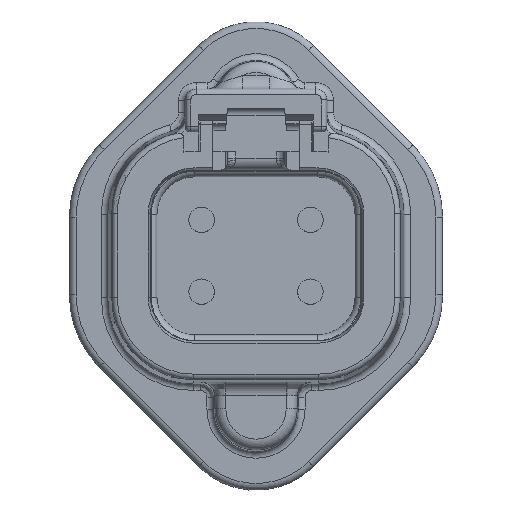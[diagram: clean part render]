
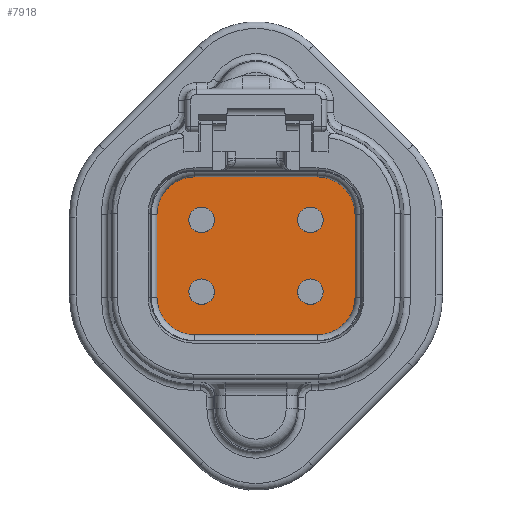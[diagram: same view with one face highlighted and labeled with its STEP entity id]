
A CAD part, top view. The second image highlights one B-rep face of the part: STEP entity #7918.
In plain terms, the highlighted planar face has unit normal (0, 0, 1).
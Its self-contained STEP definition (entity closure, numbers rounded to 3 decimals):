
#1928=CARTESIAN_POINT('',(-5.791,-3.912,-20.879));
#1929=DIRECTION('',(0.,0.,-1.));
#1930=DIRECTION('',(0.,-1.,0.));
#1931=AXIS2_PLACEMENT_3D('',#1928,#1929,#1930);
#1933=DIRECTION('',(0.,1.,0.));
#1934=VECTOR('',#1933,7.823);
#1935=CARTESIAN_POINT('',(-9.601,-3.912,-20.879));
#1936=LINE('',#1935,#1934);
#1937=CARTESIAN_POINT('',(-5.791,3.912,-20.879));
#1938=DIRECTION('',(0.,0.,-1.));
#1939=DIRECTION('',(-1.,0.,0.));
#1940=AXIS2_PLACEMENT_3D('',#1937,#1938,#1939);
#1942=DIRECTION('',(1.,0.,0.));
#1943=VECTOR('',#1942,11.582);
#1944=CARTESIAN_POINT('',(-5.791,7.722,-20.879));
#1945=LINE('',#1944,#1943);
#1946=CARTESIAN_POINT('',(5.791,3.912,-20.879));
#1947=DIRECTION('',(0.,0.,-1.));
#1948=DIRECTION('',(0.,1.,0.));
#1949=AXIS2_PLACEMENT_3D('',#1946,#1947,#1948);
#1951=DIRECTION('',(0.,-1.,0.));
#1952=VECTOR('',#1951,7.823);
#1953=CARTESIAN_POINT('',(9.601,3.912,-20.879));
#1954=LINE('',#1953,#1952);
#1955=CARTESIAN_POINT('',(5.791,-3.912,-20.879));
#1956=DIRECTION('',(0.,0.,-1.));
#1957=DIRECTION('',(1.,0.,0.));
#1958=AXIS2_PLACEMENT_3D('',#1955,#1956,#1957);
#1960=DIRECTION('',(-1.,0.,0.));
#1961=VECTOR('',#1960,11.582);
#1962=CARTESIAN_POINT('',(5.791,-7.722,-20.879));
#1963=LINE('',#1962,#1961);
#1964=CARTESIAN_POINT('',(5.08,3.353,-20.879));
#1965=DIRECTION('',(0.,0.,1.));
#1966=DIRECTION('',(1.,0.,0.));
#1967=AXIS2_PLACEMENT_3D('',#1964,#1965,#1966);
#1969=CARTESIAN_POINT('',(5.08,3.353,-20.879));
#1970=DIRECTION('',(0.,0.,1.));
#1971=DIRECTION('',(-1.,0.,0.));
#1972=AXIS2_PLACEMENT_3D('',#1969,#1970,#1971);
#1974=CARTESIAN_POINT('',(-5.08,3.353,-20.879));
#1975=DIRECTION('',(0.,0.,1.));
#1976=DIRECTION('',(1.,0.,0.));
#1977=AXIS2_PLACEMENT_3D('',#1974,#1975,#1976);
#1979=CARTESIAN_POINT('',(-5.08,3.353,-20.879));
#1980=DIRECTION('',(0.,0.,1.));
#1981=DIRECTION('',(-1.,0.,0.));
#1982=AXIS2_PLACEMENT_3D('',#1979,#1980,#1981);
#1984=CARTESIAN_POINT('',(5.08,-3.353,-20.879));
#1985=DIRECTION('',(0.,0.,1.));
#1986=DIRECTION('',(1.,0.,0.));
#1987=AXIS2_PLACEMENT_3D('',#1984,#1985,#1986);
#1989=CARTESIAN_POINT('',(5.08,-3.353,-20.879));
#1990=DIRECTION('',(0.,0.,1.));
#1991=DIRECTION('',(-1.,0.,0.));
#1992=AXIS2_PLACEMENT_3D('',#1989,#1990,#1991);
#1994=CARTESIAN_POINT('',(-5.08,-3.353,-20.879));
#1995=DIRECTION('',(0.,0.,1.));
#1996=DIRECTION('',(1.,0.,0.));
#1997=AXIS2_PLACEMENT_3D('',#1994,#1995,#1996);
#1999=CARTESIAN_POINT('',(-5.08,-3.353,-20.879));
#2000=DIRECTION('',(0.,0.,1.));
#2001=DIRECTION('',(-1.,0.,0.));
#2002=AXIS2_PLACEMENT_3D('',#1999,#2000,#2001);
#5171=CARTESIAN_POINT('',(6.267,3.353,-20.879));
#5172=CARTESIAN_POINT('',(3.893,3.353,-20.879));
#5173=VERTEX_POINT('',#5171);
#5174=VERTEX_POINT('',#5172);
#5175=CARTESIAN_POINT('',(-3.893,3.353,-20.879));
#5176=CARTESIAN_POINT('',(-6.267,3.353,-20.879));
#5177=VERTEX_POINT('',#5175);
#5178=VERTEX_POINT('',#5176);
#5229=CARTESIAN_POINT('',(6.267,-3.353,-20.879));
#5230=CARTESIAN_POINT('',(3.893,-3.353,-20.879));
#5231=VERTEX_POINT('',#5229);
#5232=VERTEX_POINT('',#5230);
#5233=CARTESIAN_POINT('',(-3.893,-3.353,-20.879));
#5234=CARTESIAN_POINT('',(-6.267,-3.353,-20.879));
#5235=VERTEX_POINT('',#5233);
#5236=VERTEX_POINT('',#5234);
#5454=CARTESIAN_POINT('',(-5.791,-7.722,-20.879));
#5455=CARTESIAN_POINT('',(-9.601,-3.912,-20.879));
#5456=VERTEX_POINT('',#5454);
#5457=VERTEX_POINT('',#5455);
#5462=CARTESIAN_POINT('',(-9.601,3.912,-20.879));
#5463=VERTEX_POINT('',#5462);
#5466=CARTESIAN_POINT('',(-5.791,7.722,-20.879));
#5467=VERTEX_POINT('',#5466);
#5470=CARTESIAN_POINT('',(5.791,7.722,-20.879));
#5471=VERTEX_POINT('',#5470);
#5474=CARTESIAN_POINT('',(9.601,3.912,-20.879));
#5475=VERTEX_POINT('',#5474);
#5478=CARTESIAN_POINT('',(9.601,-3.912,-20.879));
#5479=VERTEX_POINT('',#5478);
#5482=CARTESIAN_POINT('',(5.791,-7.722,-20.879));
#5483=VERTEX_POINT('',#5482);
#7872=CARTESIAN_POINT('',(0.,0.,-20.879));
#7873=DIRECTION('',(0.,0.,1.));
#7874=DIRECTION('',(1.,0.,0.));
#7875=AXIS2_PLACEMENT_3D('',#7872,#7873,#7874);
#7876=PLANE('',#7875);
#7878=ORIENTED_EDGE('',*,*,#7877,.T.);
#7879=ORIENTED_EDGE('',*,*,#7862,.T.);
#7881=ORIENTED_EDGE('',*,*,#7880,.T.);
#7883=ORIENTED_EDGE('',*,*,#7882,.T.);
#7885=ORIENTED_EDGE('',*,*,#7884,.T.);
#7887=ORIENTED_EDGE('',*,*,#7886,.T.);
#7889=ORIENTED_EDGE('',*,*,#7888,.T.);
#7891=ORIENTED_EDGE('',*,*,#7890,.T.);
#7892=EDGE_LOOP('',(#7878,#7879,#7881,#7883,#7885,#7887,#7889,#7891));
#7893=FACE_OUTER_BOUND('',#7892,.F.);
#7895=ORIENTED_EDGE('',*,*,#7894,.T.);
#7897=ORIENTED_EDGE('',*,*,#7896,.T.);
#7898=EDGE_LOOP('',(#7895,#7897));
#7899=FACE_BOUND('',#7898,.F.);
#7901=ORIENTED_EDGE('',*,*,#7900,.T.);
#7903=ORIENTED_EDGE('',*,*,#7902,.T.);
#7904=EDGE_LOOP('',(#7901,#7903));
#7905=FACE_BOUND('',#7904,.F.);
#7907=ORIENTED_EDGE('',*,*,#7906,.T.);
#7909=ORIENTED_EDGE('',*,*,#7908,.T.);
#7910=EDGE_LOOP('',(#7907,#7909));
#7911=FACE_BOUND('',#7910,.F.);
#7913=ORIENTED_EDGE('',*,*,#7912,.T.);
#7915=ORIENTED_EDGE('',*,*,#7914,.T.);
#7916=EDGE_LOOP('',(#7913,#7915));
#7917=FACE_BOUND('',#7916,.F.);
#1932=CIRCLE('',#1931,3.81);
#1941=CIRCLE('',#1940,3.81);
#1950=CIRCLE('',#1949,3.81);
#1959=CIRCLE('',#1958,3.81);
#1968=CIRCLE('',#1967,1.187);
#1973=CIRCLE('',#1972,1.187);
#1978=CIRCLE('',#1977,1.187);
#1983=CIRCLE('',#1982,1.187);
#1988=CIRCLE('',#1987,1.187);
#1993=CIRCLE('',#1992,1.187);
#1998=CIRCLE('',#1997,1.187);
#2003=CIRCLE('',#2002,1.187);
#7862=EDGE_CURVE('',#5457,#5463,#1936,.T.);
#7877=EDGE_CURVE('',#5456,#5457,#1932,.T.);
#7880=EDGE_CURVE('',#5463,#5467,#1941,.T.);
#7882=EDGE_CURVE('',#5467,#5471,#1945,.T.);
#7884=EDGE_CURVE('',#5471,#5475,#1950,.T.);
#7886=EDGE_CURVE('',#5475,#5479,#1954,.T.);
#7888=EDGE_CURVE('',#5479,#5483,#1959,.T.);
#7890=EDGE_CURVE('',#5483,#5456,#1963,.T.);
#7894=EDGE_CURVE('',#5173,#5174,#1968,.T.);
#7896=EDGE_CURVE('',#5174,#5173,#1973,.T.);
#7900=EDGE_CURVE('',#5177,#5178,#1978,.T.);
#7902=EDGE_CURVE('',#5178,#5177,#1983,.T.);
#7906=EDGE_CURVE('',#5231,#5232,#1988,.T.);
#7908=EDGE_CURVE('',#5232,#5231,#1993,.T.);
#7912=EDGE_CURVE('',#5235,#5236,#1998,.T.);
#7914=EDGE_CURVE('',#5236,#5235,#2003,.T.);
#7918=ADVANCED_FACE('',(#7893,#7899,#7905,#7911,#7917),#7876,.T.);
